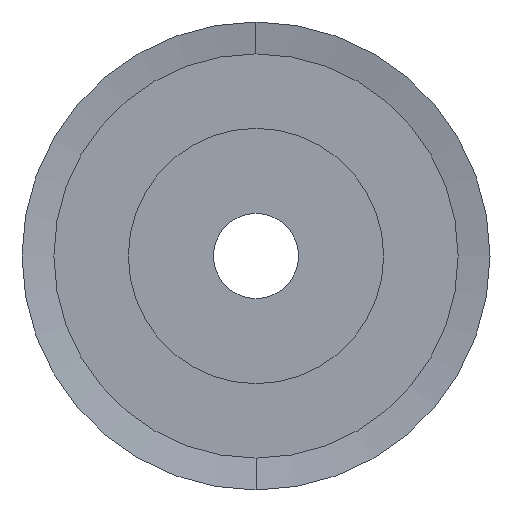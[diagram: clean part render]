
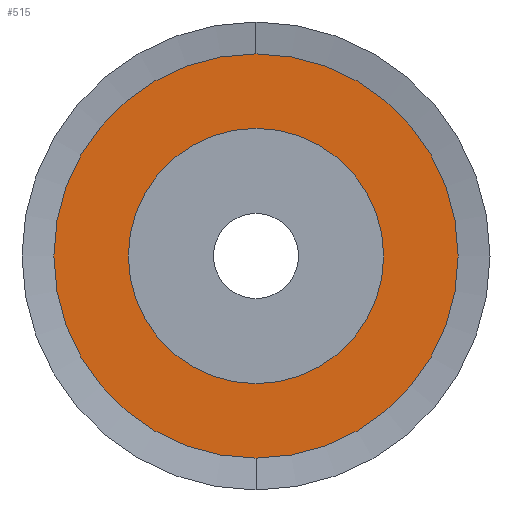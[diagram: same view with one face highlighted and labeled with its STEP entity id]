
A CAD part, left-side view. The second image highlights one B-rep face of the part: STEP entity #515.
In plain terms, the highlighted planar face has unit normal (-1, 0, 0).
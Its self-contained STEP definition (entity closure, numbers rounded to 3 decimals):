
#515=ADVANCED_FACE('',(#1033,#1034),#1035,.T.);
#1033=FACE_OUTER_BOUND('',#1551,.T.);
#1034=FACE_BOUND('',#1552,.T.);
#1035=PLANE('',#1553);
#1551=EDGE_LOOP('',(#3149,#3150));
#1552=EDGE_LOOP('',(#3151,#3152));
#1553=AXIS2_PLACEMENT_3D('',#3153,#3154,#3155);
#3149=ORIENTED_EDGE('',*,*,#3840,.F.);
#3150=ORIENTED_EDGE('',*,*,#3224,.F.);
#3151=ORIENTED_EDGE('',*,*,#3841,.F.);
#3152=ORIENTED_EDGE('',*,*,#3214,.F.);
#3153=CARTESIAN_POINT('',(-10.75,0.0,-7.75));
#3154=DIRECTION('',(-1.0,0.0,0.0));
#3155=DIRECTION('',(0.0,0.0,1.0));
#3214=EDGE_CURVE('',#3867,#3863,#3869,.T.);
#3224=EDGE_CURVE('',#3883,#3880,#3885,.T.);
#3840=EDGE_CURVE('',#3880,#3883,#4803,.T.);
#3841=EDGE_CURVE('',#3863,#3867,#4804,.T.);
#3863=VERTEX_POINT('',#4828);
#3867=VERTEX_POINT('',#4833);
#3869=CIRCLE('',#4836,6.0);
#3880=VERTEX_POINT('',#4849);
#3883=VERTEX_POINT('',#4853);
#3885=CIRCLE('',#4856,9.5);
#4803=CIRCLE('',#6000,9.5);
#4804=CIRCLE('',#6001,6.0);
#4828=CARTESIAN_POINT('',(-10.75,0.0,-6.0));
#4833=CARTESIAN_POINT('',(-10.75,0.,6.0));
#4836=AXIS2_PLACEMENT_3D('',#6025,#6026,#6027);
#4849=CARTESIAN_POINT('',(-10.75,0.0,-9.5));
#4853=CARTESIAN_POINT('',(-10.75,0.,9.5));
#4856=AXIS2_PLACEMENT_3D('',#6041,#6042,#6043);
#6000=AXIS2_PLACEMENT_3D('',#6963,#6964,#6965);
#6001=AXIS2_PLACEMENT_3D('',#6966,#6967,#6968);
#6025=CARTESIAN_POINT('',(-10.75,0.0,0.0));
#6026=DIRECTION('',(-1.0,0.0,0.0));
#6027=DIRECTION('',(0.0,0.0,-1.0));
#6041=CARTESIAN_POINT('',(-10.75,0.0,0.0));
#6042=DIRECTION('',(1.0,0.0,0.0));
#6043=DIRECTION('',(0.0,0.0,-1.0));
#6963=CARTESIAN_POINT('',(-10.75,0.0,0.0));
#6964=DIRECTION('',(1.0,0.0,0.0));
#6965=DIRECTION('',(0.0,0.0,-1.0));
#6966=CARTESIAN_POINT('',(-10.75,0.0,0.0));
#6967=DIRECTION('',(-1.0,0.0,0.0));
#6968=DIRECTION('',(0.0,0.0,-1.0));
